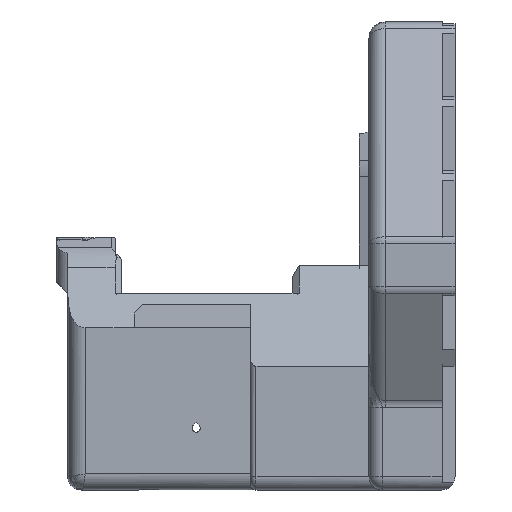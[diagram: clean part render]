
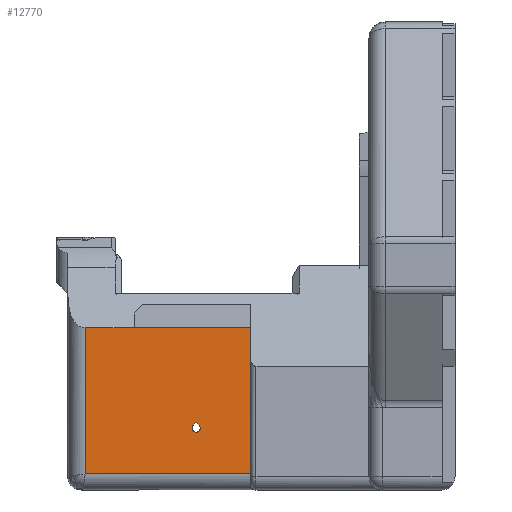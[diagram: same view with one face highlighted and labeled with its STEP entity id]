
A CAD part, left-side view. The second image highlights one B-rep face of the part: STEP entity #12770.
In plain terms, the highlighted planar face has unit normal (-1, 0, 0).
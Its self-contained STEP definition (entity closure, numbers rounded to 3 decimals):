
#106=FACE_BOUND('',#1811,.T.);
#555=PLANE('',#13626);
#1132=FACE_OUTER_BOUND('',#1810,.T.);
#1810=EDGE_LOOP('',(#11778,#11779,#11780,#11781,#11782));
#1811=EDGE_LOOP('',(#11783,#11784,#11785));
#2145=CIRCLE('',#13627,0.75);
#3045=LINE('',#19734,#4603);
#3696=LINE('',#21669,#5254);
#3697=LINE('',#21670,#5255);
#3698=LINE('',#21672,#5256);
#3699=LINE('',#21673,#5257);
#3700=LINE('',#21678,#5258);
#3701=LINE('',#21679,#5259);
#4603=VECTOR('',#15485,9.108);
#5254=VECTOR('',#16786,27.145);
#5255=VECTOR('',#16787,21.6);
#5256=VECTOR('',#16788,27.145);
#5257=VECTOR('',#16789,30.708);
#5258=VECTOR('',#16792,0.766);
#5259=VECTOR('',#16793,0.766);
#5985=VERTEX_POINT('',#19731);
#5986=VERTEX_POINT('',#19733);
#5990=VERTEX_POINT('',#19741);
#6438=VERTEX_POINT('',#21668);
#6439=VERTEX_POINT('',#21671);
#6440=VERTEX_POINT('',#21674);
#6441=VERTEX_POINT('',#21675);
#6442=VERTEX_POINT('',#21677);
#7508=EDGE_CURVE('',#5986,#5985,#3045,.T.);
#8254=EDGE_CURVE('',#6438,#5990,#3696,.T.);
#8255=EDGE_CURVE('',#5990,#5986,#3697,.T.);
#8256=EDGE_CURVE('',#6439,#5985,#3698,.F.);
#8257=EDGE_CURVE('',#6438,#6439,#3699,.F.);
#8258=EDGE_CURVE('',#6440,#6441,#2145,.T.);
#8259=EDGE_CURVE('',#6441,#6442,#3700,.T.);
#8260=EDGE_CURVE('',#6442,#6440,#3701,.T.);
#11778=ORIENTED_EDGE('',*,*,#8254,.T.);
#11779=ORIENTED_EDGE('',*,*,#8255,.T.);
#11780=ORIENTED_EDGE('',*,*,#7508,.T.);
#11781=ORIENTED_EDGE('',*,*,#8256,.F.);
#11782=ORIENTED_EDGE('',*,*,#8257,.F.);
#11783=ORIENTED_EDGE('',*,*,#8258,.T.);
#11784=ORIENTED_EDGE('',*,*,#8259,.T.);
#11785=ORIENTED_EDGE('',*,*,#8260,.T.);
#12770=ADVANCED_FACE('',(#1132,#106),#555,.T.);
#13626=AXIS2_PLACEMENT_3D('',#21667,#16784,#16785);
#13627=AXIS2_PLACEMENT_3D('',#21676,#16790,#16791);
#15485=DIRECTION('',(0.,1.,0.));
#16784=DIRECTION('center_axis',(-1.,0.,0.));
#16785=DIRECTION('ref_axis',(0.,0.,1.));
#16786=DIRECTION('',(0.,0.,1.));
#16787=DIRECTION('',(0.,1.,0.));
#16788=DIRECTION('',(0.,0.,-1.));
#16789=DIRECTION('',(0.,-1.,0.));
#16790=DIRECTION('center_axis',(1.,0.,0.));
#16791=DIRECTION('ref_axis',(0.,0.,-1.));
#16792=DIRECTION('',(0.,-0.7,0.714));
#16793=DIRECTION('',(0.,-0.7,-0.714));
#19731=CARTESIAN_POINT('',(-17.35,68.708,14.145));
#19733=CARTESIAN_POINT('',(-17.35,59.6,14.145));
#19734=CARTESIAN_POINT('',(-17.35,59.6,14.145));
#19741=CARTESIAN_POINT('',(-17.35,38.,14.145));
#21667=CARTESIAN_POINT('Origin',(-17.35,-46.688,36.974));
#21668=CARTESIAN_POINT('',(-17.35,38.,-13.));
#21669=CARTESIAN_POINT('',(-17.35,38.,-13.));
#21670=CARTESIAN_POINT('',(-17.35,38.,14.145));
#21671=CARTESIAN_POINT('',(-17.35,68.708,-13.));
#21672=CARTESIAN_POINT('',(-17.35,68.708,14.145));
#21673=CARTESIAN_POINT('',(-17.35,68.708,-13.));
#21674=CARTESIAN_POINT('',(-17.35,47.564,-3.973));
#21675=CARTESIAN_POINT('',(-17.35,48.636,-3.973));
#21676=CARTESIAN_POINT('Origin',(-17.35,48.1,-4.498));
#21677=CARTESIAN_POINT('',(-17.35,48.1,-3.426));
#21678=CARTESIAN_POINT('',(-17.35,48.636,-3.973));
#21679=CARTESIAN_POINT('',(-17.35,48.1,-3.426));
